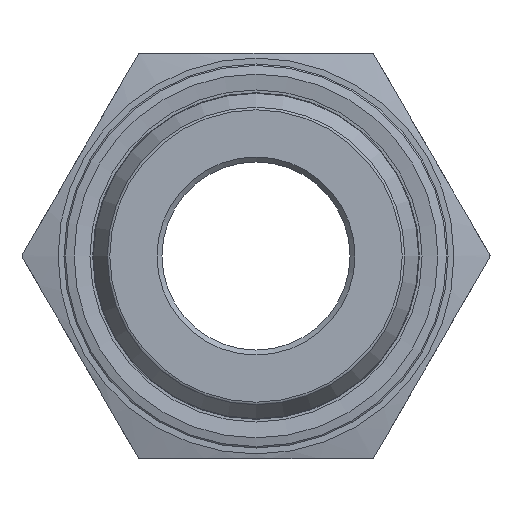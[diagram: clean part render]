
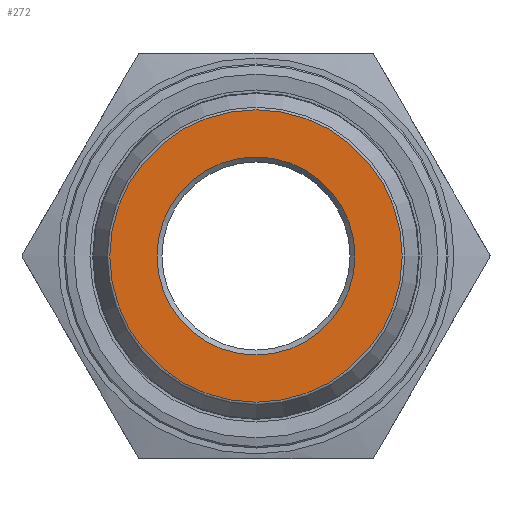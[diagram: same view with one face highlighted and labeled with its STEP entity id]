
A CAD part, left-side view. The second image highlights one B-rep face of the part: STEP entity #272.
In plain terms, the highlighted planar face has unit normal (-1, 0, 0).
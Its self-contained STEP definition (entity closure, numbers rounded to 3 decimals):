
#147=FACE_BOUND('',#363,.T.);
#148=FACE_BOUND('',#364,.T.);
#215=CIRCLE('',#789,10.);
#216=CIRCLE('',#790,14.768);
#244=PLANE('',#791);
#272=ADVANCED_FACE('',(#147,#148),#244,.F.);
#363=EDGE_LOOP('',(#524));
#364=EDGE_LOOP('',(#525));
#524=ORIENTED_EDGE('',*,*,#701,.T.);
#525=ORIENTED_EDGE('',*,*,#702,.T.);
#627=VERTEX_POINT('',#1344);
#628=VERTEX_POINT('',#1346);
#701=EDGE_CURVE('',#627,#627,#215,.T.);
#702=EDGE_CURVE('',#628,#628,#216,.T.);
#789=AXIS2_PLACEMENT_3D('',#1343,#933,#934);
#790=AXIS2_PLACEMENT_3D('',#1345,#935,#936);
#791=AXIS2_PLACEMENT_3D('',#1347,#937,#938);
#933=DIRECTION('',(1.,0.,0.));
#934=DIRECTION('',(0.,0.,-1.));
#935=DIRECTION('',(-1.,0.,0.));
#936=DIRECTION('',(0.,0.,-1.));
#937=DIRECTION('',(1.,0.,0.));
#938=DIRECTION('',(0.,0.,-1.));
#1343=CARTESIAN_POINT('',(0.,0.,0.));
#1344=CARTESIAN_POINT('',(0.,0.,-10.));
#1345=CARTESIAN_POINT('',(0.,0.,0.));
#1346=CARTESIAN_POINT('',(0.,0.,-14.768));
#1347=CARTESIAN_POINT('',(0.,-23.435,0.));
